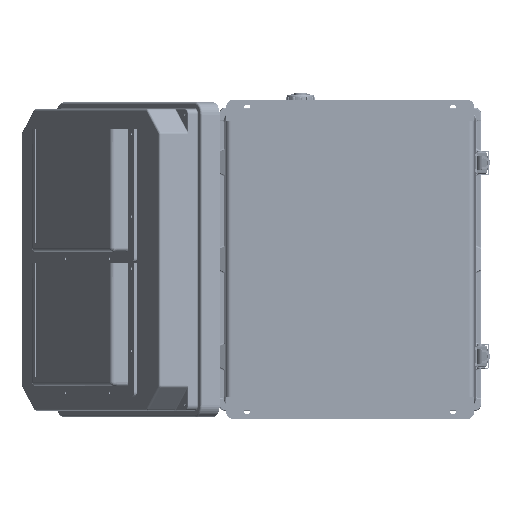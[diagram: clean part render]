
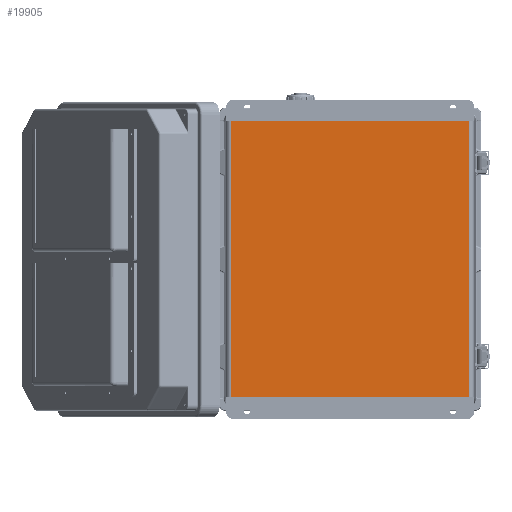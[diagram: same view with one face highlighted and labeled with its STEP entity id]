
A CAD part, front view. The second image highlights one B-rep face of the part: STEP entity #19905.
In plain terms, the highlighted planar face has unit normal (0, -1, 0).
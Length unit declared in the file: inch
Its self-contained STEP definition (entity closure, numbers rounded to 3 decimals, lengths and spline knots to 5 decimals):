
#4953 = DIRECTION ( 'NONE',  ( 0., 1., 0. ) ) ;
#6162 = ORIENTED_EDGE ( 'NONE', *, *, #48551, .T. ) ;
#7476 = CARTESIAN_POINT ( 'NONE',  ( 6.11811, 0.05906, -1.04331 ) ) ;
#15630 = DIRECTION ( 'NONE',  ( -1., 0., 0. ) ) ;
#19905 = ADVANCED_FACE ( 'NONE', ( #86738 ), #131543, .F. ) ;
#21982 = EDGE_CURVE ( 'NONE', #123421, #139375, #119479, .T. ) ;
#24911 = AXIS2_PLACEMENT_3D ( 'NONE', #108758, #4953, #40514 ) ;
#30845 = EDGE_LOOP ( 'NONE', ( #108092, #63754, #135885, #6162 ) ) ;
#37159 = LINE ( 'NONE', #39386, #63684 ) ;
#37459 = VECTOR ( 'NONE', #60490, 39.37008 ) ;
#39386 = CARTESIAN_POINT ( 'NONE',  ( -5.78771, 0.05906, -1.04331 ) ) ;
#40514 = DIRECTION ( 'NONE',  ( 0., 0., 1. ) ) ;
#43772 = EDGE_CURVE ( 'NONE', #139375, #100513, #37159, .T. ) ;
#44201 = CARTESIAN_POINT ( 'NONE',  ( -5.78771, 0.05906, -14.4685 ) ) ;
#48551 = EDGE_CURVE ( 'NONE', #113244, #100513, #65062, .T. ) ;
#58389 = VECTOR ( 'NONE', #98413, 39.37008 ) ;
#60490 = DIRECTION ( 'NONE',  ( 0., 0., 1. ) ) ;
#63684 = VECTOR ( 'NONE', #106096, 39.37008 ) ;
#63754 = ORIENTED_EDGE ( 'NONE', *, *, #21982, .F. ) ;
#65062 = LINE ( 'NONE', #7476, #58389 ) ;
#74730 = CARTESIAN_POINT ( 'NONE',  ( 6.11811, 0.05906, -14.4685 ) ) ;
#81725 = CARTESIAN_POINT ( 'NONE',  ( 5.78771, 0.05906, -1.04331 ) ) ;
#86738 = FACE_OUTER_BOUND ( 'NONE', #30845, .T. ) ;
#93087 = LINE ( 'NONE', #81725, #37459 ) ;
#98349 = CARTESIAN_POINT ( 'NONE',  ( 5.78771, 0.05906, -1.04331 ) ) ;
#98413 = DIRECTION ( 'NONE',  ( -1., 0., 0. ) ) ;
#100513 = VERTEX_POINT ( 'NONE', #144393 ) ;
#106096 = DIRECTION ( 'NONE',  ( 0., 0., 1. ) ) ;
#108092 = ORIENTED_EDGE ( 'NONE', *, *, #43772, .F. ) ;
#108758 = CARTESIAN_POINT ( 'NONE',  ( 6.11811, 0.05906, -1.04331 ) ) ;
#113244 = VERTEX_POINT ( 'NONE', #98349 ) ;
#114549 = CARTESIAN_POINT ( 'NONE',  ( 5.78771, 0.05906, -14.4685 ) ) ;
#119479 = LINE ( 'NONE', #74730, #136445 ) ;
#123421 = VERTEX_POINT ( 'NONE', #114549 ) ;
#123988 = EDGE_CURVE ( 'NONE', #123421, #113244, #93087, .T. ) ;
#131543 = PLANE ( 'NONE',  #24911 ) ;
#135885 = ORIENTED_EDGE ( 'NONE', *, *, #123988, .T. ) ;
#136445 = VECTOR ( 'NONE', #15630, 39.37008 ) ;
#139375 = VERTEX_POINT ( 'NONE', #44201 ) ;
#144393 = CARTESIAN_POINT ( 'NONE',  ( -5.78771, 0.05906, -1.04331 ) ) ;
